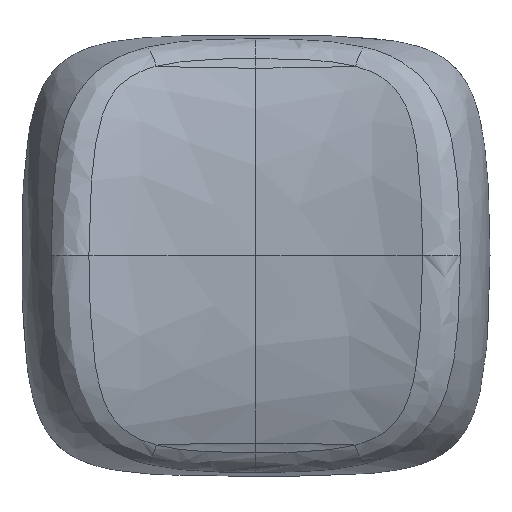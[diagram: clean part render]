
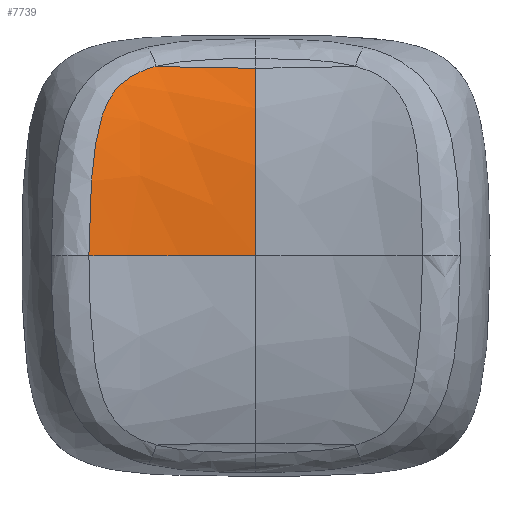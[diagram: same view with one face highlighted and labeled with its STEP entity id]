
A CAD part, top view. The second image highlights one B-rep face of the part: STEP entity #7739.
In plain terms, the highlighted free-form (B-spline) face has degree [3, 3] with [5, 5] control points.
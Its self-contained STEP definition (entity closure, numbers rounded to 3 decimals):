
#7245 = VERTEX_POINT('',#7246);
#7246 = CARTESIAN_POINT('',(-3.72,7.071,3.977
    ));
#7289 = EDGE_CURVE('',#7290,#7245,#7292,.T.);
#7290 = VERTEX_POINT('',#7291);
#7291 = CARTESIAN_POINT('',(-6.23,0.,5.526));
#7292 = B_SPLINE_CURVE_WITH_KNOTS('',3,(#7293,#7294,#7295,#7296,#7297,
    #7298,#7299,#7300,#7301,#7302,#7303),.UNSPECIFIED.,.F.,.F.,(4,1,1,1,
    1,1,1,1,4),(0.,0.231,0.347,0.462,
    0.52,0.578,0.636,0.693,
    0.809),.UNSPECIFIED.);
#7293 = CARTESIAN_POINT('',(-6.23,0.,5.526));
#7294 = CARTESIAN_POINT('',(-6.23,0.787,
    5.526));
#7295 = CARTESIAN_POINT('',(-6.203,1.979,
    5.494));
#7296 = CARTESIAN_POINT('',(-6.075,3.587,
    5.319));
#7297 = CARTESIAN_POINT('',(-5.922,4.591,
    5.126));
#7298 = CARTESIAN_POINT('',(-5.702,5.358,
    4.905));
#7299 = CARTESIAN_POINT('',(-5.463,5.889,4.708
    ));
#7300 = CARTESIAN_POINT('',(-5.127,6.336,
    4.494));
#7301 = CARTESIAN_POINT('',(-4.565,6.787,4.221
    ));
#7302 = CARTESIAN_POINT('',(-4.064,6.978,
    4.062));
#7303 = CARTESIAN_POINT('',(-3.72,7.071,3.977
    ));
#7618 = VERTEX_POINT('',#7619);
#7619 = CARTESIAN_POINT('',(-0.,0.,4.8));
#7632 = EDGE_CURVE('',#7618,#7633,#7635,.T.);
#7633 = VERTEX_POINT('',#7634);
#7634 = CARTESIAN_POINT('',(0.,7.,3.799));
#7635 = B_SPLINE_CURVE_WITH_KNOTS('',3,(#7636,#7637,#7638,#7639,#7640),
  .UNSPECIFIED.,.F.,.F.,(4,1,4),(0.,0.571,1.),.UNSPECIFIED.);
#7636 = CARTESIAN_POINT('',(0.,0.,4.8));
#7637 = CARTESIAN_POINT('',(0.,2.41,4.8));
#7638 = CARTESIAN_POINT('',(0.,4.949,4.502));
#7639 = CARTESIAN_POINT('',(0.,6.448,4.021));
#7640 = CARTESIAN_POINT('',(0.,7.,3.799));
#7712 = EDGE_CURVE('',#7633,#7245,#7713,.T.);
#7713 = B_SPLINE_CURVE_WITH_KNOTS('',5,(#7714,#7715,#7716,#7717,#7718,
    #7719,#7720),.UNSPECIFIED.,.F.,.F.,(6,1,6),(-1.,-0.8,-0.62
    ),.UNSPECIFIED.);
#7714 = CARTESIAN_POINT('',(0.,7.,3.799));
#7715 = CARTESIAN_POINT('',(-0.506,7.,
    3.799));
#7716 = CARTESIAN_POINT('',(-1.405,7.004,
    3.809));
#7717 = CARTESIAN_POINT('',(-2.184,7.016,
    3.839));
#7718 = CARTESIAN_POINT('',(-2.86,7.035,3.886)
  );
#7719 = CARTESIAN_POINT('',(-3.455,7.059,
    3.946));
#7720 = CARTESIAN_POINT('',(-3.72,7.071,3.977
    ));
#7739 = ADVANCED_FACE('',(#7740),#7758,.F.);
#7740 = FACE_BOUND('',#7741,.F.);
#7741 = EDGE_LOOP('',(#7742,#7743,#7744,#7757));
#7742 = ORIENTED_EDGE('',*,*,#7712,.F.);
#7743 = ORIENTED_EDGE('',*,*,#7632,.F.);
#7744 = ORIENTED_EDGE('',*,*,#7745,.F.);
#7745 = EDGE_CURVE('',#7290,#7618,#7746,.T.);
#7746 = B_SPLINE_CURVE_WITH_KNOTS('',5,(#7747,#7748,#7749,#7750,#7751,
    #7752,#7753,#7754,#7755,#7756),.UNSPECIFIED.,.F.,.F.,(6,1,1,1,1,6),(
    0.183,0.2,0.4,0.6,0.8,1.),.UNSPECIFIED.);
#7747 = CARTESIAN_POINT('',(-6.23,0.,5.526));
#7748 = CARTESIAN_POINT('',(-6.215,0.,5.522));
#7749 = CARTESIAN_POINT('',(-6.016,0.,5.46));
#7750 = CARTESIAN_POINT('',(-5.617,0.,5.344));
#7751 = CARTESIAN_POINT('',(-4.967,0.,5.182));
#7752 = CARTESIAN_POINT('',(-3.961,0.,4.995));
#7753 = CARTESIAN_POINT('',(-2.674,0.,4.864));
#7754 = CARTESIAN_POINT('',(-1.452,0.,4.812));
#7755 = CARTESIAN_POINT('',(-0.506,0.,4.8));
#7756 = CARTESIAN_POINT('',(0.,0.,4.8));
#7757 = ORIENTED_EDGE('',*,*,#7289,.T.);
#7758 = B_SPLINE_SURFACE_WITH_KNOTS('',3,3,(
    (#7759,#7760,#7761,#7762,#7763)
    ,(#7764,#7765,#7766,#7767,#7768)
    ,(#7769,#7770,#7771,#7772,#7773)
    ,(#7774,#7775,#7776,#7777,#7778)
    ,(#7779,#7780,#7781,#7782,#7783
  )),.UNSPECIFIED.,.F.,.F.,.F.,(4,1,4),(4,1,4),(-1.,-0.533,
    -0.183),(0.,0.571,1.),.UNSPECIFIED.);
#7759 = CARTESIAN_POINT('',(0.,0.,4.8));
#7760 = CARTESIAN_POINT('',(0.,2.41,4.8));
#7761 = CARTESIAN_POINT('',(0.,4.949,4.502));
#7762 = CARTESIAN_POINT('',(0.,6.448,4.021));
#7763 = CARTESIAN_POINT('',(0.,7.,3.799));
#7764 = CARTESIAN_POINT('',(-1.969,0.,4.8));
#7765 = CARTESIAN_POINT('',(-1.969,2.41,
    4.8));
#7766 = CARTESIAN_POINT('',(-1.969,4.949,4.502
    ));
#7767 = CARTESIAN_POINT('',(-1.969,6.448,
    4.021));
#7768 = CARTESIAN_POINT('',(-1.969,7.,
    3.799));
#7769 = CARTESIAN_POINT('',(-4.297,0.,4.998));
#7770 = CARTESIAN_POINT('',(-4.297,2.419,
    4.997));
#7771 = CARTESIAN_POINT('',(-4.297,4.987,
    4.698));
#7772 = CARTESIAN_POINT('',(-4.297,6.509,
    4.209));
#7773 = CARTESIAN_POINT('',(-4.297,7.074,
    3.982));
#7774 = CARTESIAN_POINT('',(-5.698,0.,5.359));
#7775 = CARTESIAN_POINT('',(-5.698,2.435,
    5.359));
#7776 = CARTESIAN_POINT('',(-5.698,5.057,
    5.055));
#7777 = CARTESIAN_POINT('',(-5.698,6.621,
    4.554));
#7778 = CARTESIAN_POINT('',(-5.698,7.208,
    4.317));
#7779 = CARTESIAN_POINT('',(-6.23,0.,5.526));
#7780 = CARTESIAN_POINT('',(-6.23,2.442,
    5.526));
#7781 = CARTESIAN_POINT('',(-6.23,5.089,
    5.221));
#7782 = CARTESIAN_POINT('',(-6.23,6.673,
    4.713));
#7783 = CARTESIAN_POINT('',(-6.23,7.271,
    4.473));
